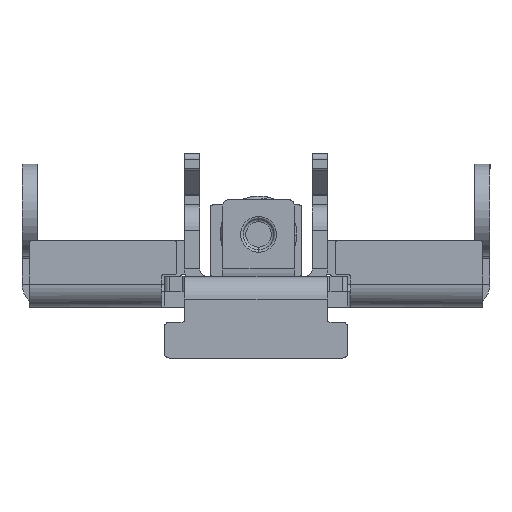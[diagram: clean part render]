
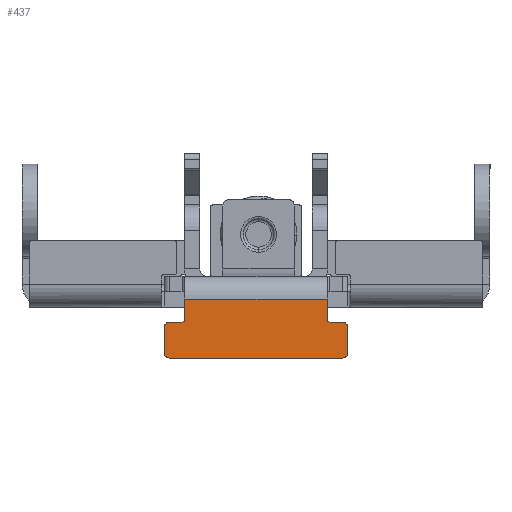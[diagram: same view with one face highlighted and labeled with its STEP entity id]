
A CAD part, front view. The second image highlights one B-rep face of the part: STEP entity #437.
In plain terms, the highlighted planar face has unit normal (0, -1, 0).
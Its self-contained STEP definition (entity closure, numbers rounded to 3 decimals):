
#373 = EDGE_CURVE ( 'NONE', #7887, #4640, #9789, .T. ) ;
#392 = CARTESIAN_POINT ( 'NONE',  ( -24.984, -32.571, 0.48 ) ) ;
#437 = ADVANCED_FACE ( 'NONE', ( #9037 ), #11841, .F. ) ;
#574 = DIRECTION ( 'NONE',  ( 0., 0., 1. ) ) ;
#584 = DIRECTION ( 'NONE',  ( 0., 0., 1. ) ) ;
#784 = AXIS2_PLACEMENT_3D ( 'NONE', #5792, #11166, #584 ) ;
#1086 = VERTEX_POINT ( 'NONE', #5223 ) ;
#1098 = VERTEX_POINT ( 'NONE', #9164 ) ;
#1415 = EDGE_CURVE ( 'NONE', #11279, #8855, #12525, .T. ) ;
#1428 = VERTEX_POINT ( 'NONE', #5627 ) ;
#1529 = EDGE_CURVE ( 'NONE', #11279, #4640, #4182, .T. ) ;
#2160 = VECTOR ( 'NONE', #8391, 1000. ) ;
#2240 = VECTOR ( 'NONE', #13876, 1000. ) ;
#2318 = CARTESIAN_POINT ( 'NONE',  ( -40.984, -32.571, -2.77 ) ) ;
#2349 = CIRCLE ( 'NONE', #16805, 0.25 ) ;
#2427 = AXIS2_PLACEMENT_3D ( 'NONE', #7326, #8691, #13898 ) ;
#2565 = EDGE_CURVE ( 'NONE', #7316, #13975, #8034, .T. ) ;
#2964 = ORIENTED_EDGE ( 'NONE', *, *, #4847, .T. ) ;
#3183 = CARTESIAN_POINT ( 'NONE',  ( -24.984, -32.571, 3.23 ) ) ;
#3211 = CIRCLE ( 'NONE', #16018, 0.5 ) ;
#3248 = EDGE_CURVE ( 'NONE', #8855, #5601, #14846, .T. ) ;
#3294 = VERTEX_POINT ( 'NONE', #3486 ) ;
#3486 = CARTESIAN_POINT ( 'NONE',  ( -22.984, -32.571, -2.77 ) ) ;
#3529 = CARTESIAN_POINT ( 'NONE',  ( -40.984, -32.571, 2.494 ) ) ;
#3560 = VECTOR ( 'NONE', #16790, 1000. ) ;
#3737 = VERTEX_POINT ( 'NONE', #13592 ) ;
#4088 = ORIENTED_EDGE ( 'NONE', *, *, #1415, .T. ) ;
#4156 = ORIENTED_EDGE ( 'NONE', *, *, #8283, .T. ) ;
#4182 = LINE ( 'NONE', #14416, #13754 ) ;
#4316 = CARTESIAN_POINT ( 'NONE',  ( -22.984, -32.571, -3.27 ) ) ;
#4370 = DIRECTION ( 'NONE',  ( 1., 0., 0. ) ) ;
#4385 = ORIENTED_EDGE ( 'NONE', *, *, #5283, .T. ) ;
#4574 = AXIS2_PLACEMENT_3D ( 'NONE', #10397, #9118, #16798 ) ;
#4599 = DIRECTION ( 'NONE',  ( 1., 0., 0. ) ) ;
#4640 = VERTEX_POINT ( 'NONE', #13040 ) ;
#4701 = ORIENTED_EDGE ( 'NONE', *, *, #1529, .F. ) ;
#4778 = ORIENTED_EDGE ( 'NONE', *, *, #11857, .F. ) ;
#4828 = ORIENTED_EDGE ( 'NONE', *, *, #12456, .F. ) ;
#4847 = EDGE_CURVE ( 'NONE', #1098, #1086, #7867, .T. ) ;
#4874 = CARTESIAN_POINT ( 'NONE',  ( -23.484, -32.571, -3.27 ) ) ;
#4886 = DIRECTION ( 'NONE',  ( 1., 0., 0. ) ) ;
#5010 = ORIENTED_EDGE ( 'NONE', *, *, #2565, .F. ) ;
#5050 = VECTOR ( 'NONE', #4370, 1000. ) ;
#5201 = VECTOR ( 'NONE', #4886, 1000. ) ;
#5223 = CARTESIAN_POINT ( 'NONE',  ( -39.234, -32.571, 0.23 ) ) ;
#5283 = EDGE_CURVE ( 'NONE', #1428, #1098, #6940, .T. ) ;
#5369 = DIRECTION ( 'NONE',  ( 0., 0., 1. ) ) ;
#5424 = LINE ( 'NONE', #4316, #14243 ) ;
#5601 = VERTEX_POINT ( 'NONE', #4874 ) ;
#5627 = CARTESIAN_POINT ( 'NONE',  ( -38.984, -32.571, 2.494 ) ) ;
#5662 = CARTESIAN_POINT ( 'NONE',  ( -38.984, -32.571, -3.27 ) ) ;
#5792 = CARTESIAN_POINT ( 'NONE',  ( -39.234, -32.571, 0.48 ) ) ;
#6633 = EDGE_CURVE ( 'NONE', #7316, #15827, #2349, .T. ) ;
#6790 = EDGE_CURVE ( 'NONE', #14700, #13975, #11352, .T. ) ;
#6940 = LINE ( 'NONE', #5662, #3560 ) ;
#7316 = VERTEX_POINT ( 'NONE', #9412 ) ;
#7326 = CARTESIAN_POINT ( 'NONE',  ( -40.484, -32.571, -0.27 ) ) ;
#7353 = ORIENTED_EDGE ( 'NONE', *, *, #373, .T. ) ;
#7602 = CARTESIAN_POINT ( 'NONE',  ( -40.484, -32.571, 0.23 ) ) ;
#7757 = ORIENTED_EDGE ( 'NONE', *, *, #13841, .T. ) ;
#7867 = CIRCLE ( 'NONE', #784, 0.25 ) ;
#7887 = VERTEX_POINT ( 'NONE', #7602 ) ;
#8034 = LINE ( 'NONE', #8214, #5050 ) ;
#8214 = CARTESIAN_POINT ( 'NONE',  ( -24.984, -32.571, 0.23 ) ) ;
#8283 = EDGE_CURVE ( 'NONE', #5601, #3294, #3211, .T. ) ;
#8391 = DIRECTION ( 'NONE',  ( 0., 0., 1. ) ) ;
#8632 = AXIS2_PLACEMENT_3D ( 'NONE', #13631, #11074, #574 ) ;
#8648 = CARTESIAN_POINT ( 'NONE',  ( -22.984, -32.571, -0.27 ) ) ;
#8691 = DIRECTION ( 'NONE',  ( 0., -1., 0. ) ) ;
#8855 = VERTEX_POINT ( 'NONE', #9879 ) ;
#9037 = FACE_OUTER_BOUND ( 'NONE', #10723, .T. ) ;
#9118 = DIRECTION ( 'NONE',  ( 0., 1., 0. ) ) ;
#9164 = CARTESIAN_POINT ( 'NONE',  ( -38.984, -32.571, 0.48 ) ) ;
#9412 = CARTESIAN_POINT ( 'NONE',  ( -24.734, -32.571, 0.23 ) ) ;
#9487 = CARTESIAN_POINT ( 'NONE',  ( -23.484, -32.571, -2.77 ) ) ;
#9789 = CIRCLE ( 'NONE', #2427, 0.5 ) ;
#9843 = CARTESIAN_POINT ( 'NONE',  ( -23.484, -32.571, 0.23 ) ) ;
#9879 = CARTESIAN_POINT ( 'NONE',  ( -40.484, -32.571, -3.27 ) ) ;
#10167 = VECTOR ( 'NONE', #4599, 1000. ) ;
#10397 = CARTESIAN_POINT ( 'NONE',  ( -40.984, -32.571, 3.23 ) ) ;
#10723 = EDGE_LOOP ( 'NONE', ( #4828, #14632, #5010, #15728, #7757, #16154, #4385, #2964, #4778, #7353, #4701, #4088, #15333, #4156 ) ) ;
#10828 = CARTESIAN_POINT ( 'NONE',  ( -24.734, -32.571, 0.48 ) ) ;
#10961 = LINE ( 'NONE', #3183, #2160 ) ;
#11074 = DIRECTION ( 'NONE',  ( 0., -1., 0. ) ) ;
#11166 = DIRECTION ( 'NONE',  ( 0., 1., 0. ) ) ;
#11240 = CARTESIAN_POINT ( 'NONE',  ( -38.984, -32.571, 0.23 ) ) ;
#11279 = VERTEX_POINT ( 'NONE', #2318 ) ;
#11352 = CIRCLE ( 'NONE', #8632, 0.5 ) ;
#11776 = DIRECTION ( 'NONE',  ( 0., -1., 0. ) ) ;
#11841 = PLANE ( 'NONE',  #4574 ) ;
#11857 = EDGE_CURVE ( 'NONE', #7887, #1086, #13629, .T. ) ;
#11944 = CARTESIAN_POINT ( 'NONE',  ( -40.484, -32.571, -2.77 ) ) ;
#12456 = EDGE_CURVE ( 'NONE', #14700, #3294, #5424, .T. ) ;
#12525 = CIRCLE ( 'NONE', #16081, 0.5 ) ;
#13040 = CARTESIAN_POINT ( 'NONE',  ( -40.984, -32.571, -0.27 ) ) ;
#13317 = DIRECTION ( 'NONE',  ( 0., -1., 0. ) ) ;
#13592 = CARTESIAN_POINT ( 'NONE',  ( -24.984, -32.571, 2.494 ) ) ;
#13629 = LINE ( 'NONE', #11240, #2240 ) ;
#13631 = CARTESIAN_POINT ( 'NONE',  ( -23.484, -32.571, -0.27 ) ) ;
#13754 = VECTOR ( 'NONE', #14507, 1000. ) ;
#13841 = EDGE_CURVE ( 'NONE', #15827, #3737, #10961, .T. ) ;
#13876 = DIRECTION ( 'NONE',  ( 1., 0., 0. ) ) ;
#13898 = DIRECTION ( 'NONE',  ( 0., 0., 1. ) ) ;
#13975 = VERTEX_POINT ( 'NONE', #9843 ) ;
#14243 = VECTOR ( 'NONE', #15845, 1000. ) ;
#14399 = DIRECTION ( 'NONE',  ( 0., 0., 1. ) ) ;
#14416 = CARTESIAN_POINT ( 'NONE',  ( -40.984, -32.571, -3.27 ) ) ;
#14507 = DIRECTION ( 'NONE',  ( 0., 0., 1. ) ) ;
#14632 = ORIENTED_EDGE ( 'NONE', *, *, #6790, .T. ) ;
#14700 = VERTEX_POINT ( 'NONE', #8648 ) ;
#14741 = DIRECTION ( 'NONE',  ( 0., 1., 0. ) ) ;
#14846 = LINE ( 'NONE', #16465, #10167 ) ;
#14848 = DIRECTION ( 'NONE',  ( 0., 0., 1. ) ) ;
#15219 = LINE ( 'NONE', #3529, #5201 ) ;
#15333 = ORIENTED_EDGE ( 'NONE', *, *, #3248, .T. ) ;
#15728 = ORIENTED_EDGE ( 'NONE', *, *, #6633, .T. ) ;
#15827 = VERTEX_POINT ( 'NONE', #392 ) ;
#15845 = DIRECTION ( 'NONE',  ( 0., 0., -1. ) ) ;
#16018 = AXIS2_PLACEMENT_3D ( 'NONE', #9487, #13317, #14848 ) ;
#16081 = AXIS2_PLACEMENT_3D ( 'NONE', #11944, #11776, #5369 ) ;
#16125 = EDGE_CURVE ( 'NONE', #1428, #3737, #15219, .T. ) ;
#16154 = ORIENTED_EDGE ( 'NONE', *, *, #16125, .F. ) ;
#16465 = CARTESIAN_POINT ( 'NONE',  ( -24.984, -32.571, -3.27 ) ) ;
#16790 = DIRECTION ( 'NONE',  ( 0., 0., -1. ) ) ;
#16798 = DIRECTION ( 'NONE',  ( 1., 0., 0. ) ) ;
#16805 = AXIS2_PLACEMENT_3D ( 'NONE', #10828, #14741, #14399 ) ;
